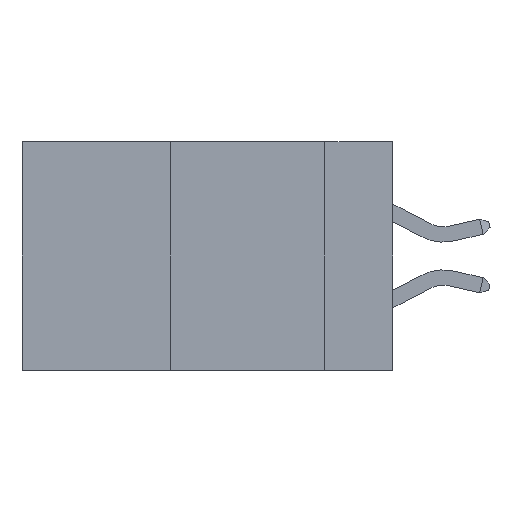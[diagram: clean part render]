
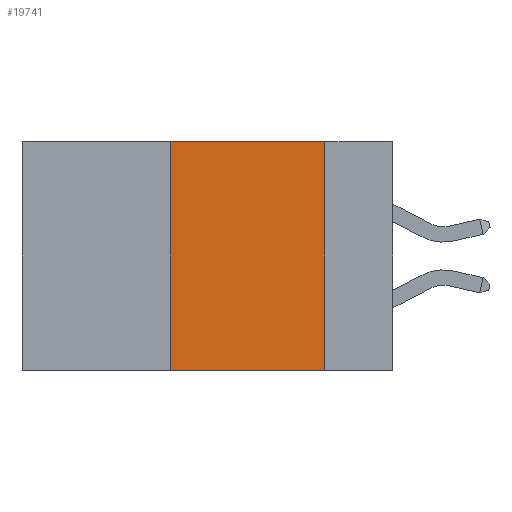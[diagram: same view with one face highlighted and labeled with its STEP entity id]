
A CAD part, left-side view. The second image highlights one B-rep face of the part: STEP entity #19741.
In plain terms, the highlighted planar face has unit normal (-1, 0, 0).
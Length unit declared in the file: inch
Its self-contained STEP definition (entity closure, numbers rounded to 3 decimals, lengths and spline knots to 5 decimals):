
#86 = DIRECTION ( 'NONE',  ( 0., 0., -1. ) ) ;
#1189 = ORIENTED_EDGE ( 'NONE', *, *, #27514, .F. ) ;
#1266 = CARTESIAN_POINT ( 'NONE',  ( 0., 0.11, 0. ) ) ;
#1355 = VERTEX_POINT ( 'NONE', #22891 ) ;
#2418 = VERTEX_POINT ( 'NONE', #1266 ) ;
#3093 = DIRECTION ( 'NONE',  ( 0., -1., 0. ) ) ;
#4442 = VERTEX_POINT ( 'NONE', #37745 ) ;
#5701 = DIRECTION ( 'NONE',  ( 1., 0., 0. ) ) ;
#5857 = VECTOR ( 'NONE', #3093, 39.37008 ) ;
#7647 = VECTOR ( 'NONE', #27207, 39.37008 ) ;
#7741 = EDGE_CURVE ( 'NONE', #2418, #15160, #37352, .T. ) ;
#8575 = CARTESIAN_POINT ( 'NONE',  ( 0., 0.11, 0. ) ) ;
#10293 = EDGE_LOOP ( 'NONE', ( #37311, #1189, #35222, #20730 ) ) ;
#12839 = VECTOR ( 'NONE', #38177, 39.37008 ) ;
#13018 = LINE ( 'NONE', #38286, #5857 ) ;
#15160 = VERTEX_POINT ( 'NONE', #23503 ) ;
#15812 = PLANE ( 'NONE',  #21095 ) ;
#16341 = EDGE_CURVE ( 'NONE', #4442, #1355, #35384, .T. ) ;
#18908 = EDGE_CURVE ( 'NONE', #4442, #15160, #13018, .T. ) ;
#19741 = ADVANCED_FACE ( 'NONE', ( #30960 ), #15812, .F. ) ;
#19824 = CARTESIAN_POINT ( 'NONE',  ( 0., 0.36, 0. ) ) ;
#20730 = ORIENTED_EDGE ( 'NONE', *, *, #18908, .T. ) ;
#21095 = AXIS2_PLACEMENT_3D ( 'NONE', #34079, #5701, #86 ) ;
#22891 = CARTESIAN_POINT ( 'NONE',  ( 0., 0.36, 0. ) ) ;
#23503 = CARTESIAN_POINT ( 'NONE',  ( 0., 0.11, -0.37 ) ) ;
#25532 = CARTESIAN_POINT ( 'NONE',  ( 0., 0.6, 0. ) ) ;
#27207 = DIRECTION ( 'NONE',  ( 0., 0., -1. ) ) ;
#27514 = EDGE_CURVE ( 'NONE', #1355, #2418, #31157, .T. ) ;
#30960 = FACE_OUTER_BOUND ( 'NONE', #10293, .T. ) ;
#31157 = LINE ( 'NONE', #25532, #12839 ) ;
#32263 = DIRECTION ( 'NONE',  ( 0., 0., 1. ) ) ;
#34079 = CARTESIAN_POINT ( 'NONE',  ( 0., 0.6, 0. ) ) ;
#34479 = VECTOR ( 'NONE', #32263, 39.37008 ) ;
#35222 = ORIENTED_EDGE ( 'NONE', *, *, #16341, .F. ) ;
#35384 = LINE ( 'NONE', #19824, #34479 ) ;
#37311 = ORIENTED_EDGE ( 'NONE', *, *, #7741, .F. ) ;
#37352 = LINE ( 'NONE', #8575, #7647 ) ;
#37745 = CARTESIAN_POINT ( 'NONE',  ( 0., 0.36, -0.37 ) ) ;
#38177 = DIRECTION ( 'NONE',  ( 0., -1., 0. ) ) ;
#38286 = CARTESIAN_POINT ( 'NONE',  ( 0., 0.6, -0.37 ) ) ;
